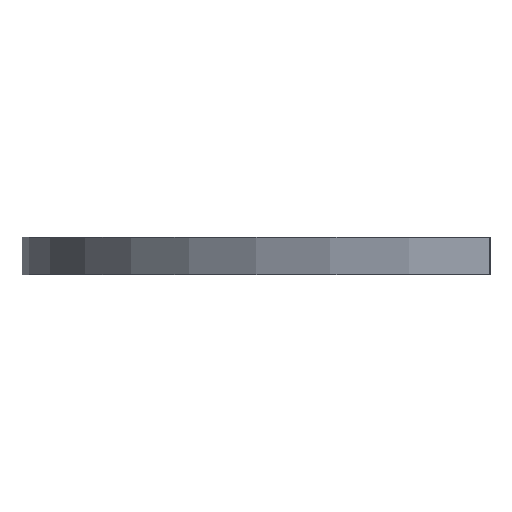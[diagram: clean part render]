
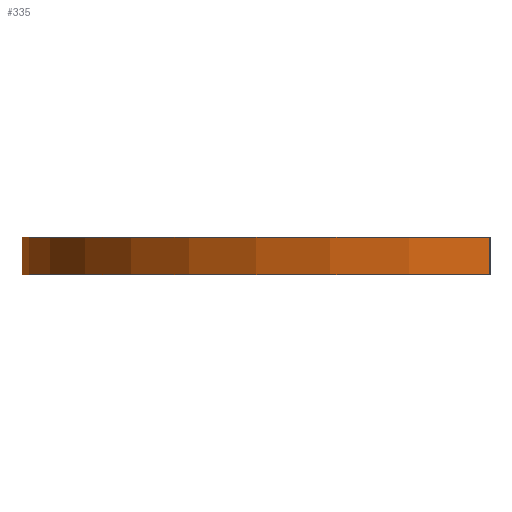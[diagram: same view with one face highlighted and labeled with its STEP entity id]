
A CAD part, left-side view. The second image highlights one B-rep face of the part: STEP entity #335.
In plain terms, the highlighted cylindrical face has radius 625 mm (diameter 1250 mm), a partial arc.
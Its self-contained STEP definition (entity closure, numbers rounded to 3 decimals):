
#73 = PLANE('',#74);
#74 = AXIS2_PLACEMENT_3D('',#75,#76,#77);
#75 = CARTESIAN_POINT('',(601.624,0.,501.624));
#76 = DIRECTION('',(0.,1.,0.));
#77 = DIRECTION('',(0.,0.,1.));
#128 = PLANE('',#129);
#129 = AXIS2_PLACEMENT_3D('',#130,#131,#132);
#130 = CARTESIAN_POINT('',(-601.624,0.,
    501.624));
#131 = DIRECTION('',(0.,-1.,0.));
#132 = DIRECTION('',(0.,0.,1.));
#335 = ADVANCED_FACE('',(#336),#351,.T.);
#336 = FACE_BOUND('',#337,.F.);
#337 = EDGE_LOOP('',(#338,#374,#397,#426));
#338 = ORIENTED_EDGE('',*,*,#339,.F.);
#339 = EDGE_CURVE('',#340,#342,#344,.T.);
#340 = VERTEX_POINT('',#341);
#341 = CARTESIAN_POINT('',(625.,0.,475.));
#342 = VERTEX_POINT('',#343);
#343 = CARTESIAN_POINT('',(-625.,0.,475.));
#344 = SURFACE_CURVE('',#345,(#350,#362),.PCURVE_S1.);
#345 = CIRCLE('',#346,625.);
#346 = AXIS2_PLACEMENT_3D('',#347,#348,#349);
#347 = CARTESIAN_POINT('',(0.,0.,475.));
#348 = DIRECTION('',(0.,0.,1.));
#349 = DIRECTION('',(1.,0.,0.));
#350 = PCURVE('',#351,#356);
#351 = CYLINDRICAL_SURFACE('',#352,625.);
#352 = AXIS2_PLACEMENT_3D('',#353,#354,#355);
#353 = CARTESIAN_POINT('',(0.,0.,525.));
#354 = DIRECTION('',(-0.,-0.,-1.));
#355 = DIRECTION('',(1.,0.,0.));
#356 = DEFINITIONAL_REPRESENTATION('',(#357),#361);
#357 = LINE('',#358,#359);
#358 = CARTESIAN_POINT('',(-0.,50.));
#359 = VECTOR('',#360,1.);
#360 = DIRECTION('',(-1.,0.));
#361 = ( GEOMETRIC_REPRESENTATION_CONTEXT(2)
PARAMETRIC_REPRESENTATION_CONTEXT() REPRESENTATION_CONTEXT('2D SPACE',''
  ) );
#362 = PCURVE('',#363,#368);
#363 = PLANE('',#364);
#364 = AXIS2_PLACEMENT_3D('',#365,#366,#367);
#365 = CARTESIAN_POINT('',(0.,0.,475.));
#366 = DIRECTION('',(0.,0.,1.));
#367 = DIRECTION('',(1.,0.,0.));
#368 = DEFINITIONAL_REPRESENTATION('',(#369),#373);
#369 = CIRCLE('',#370,625.);
#370 = AXIS2_PLACEMENT_2D('',#371,#372);
#371 = CARTESIAN_POINT('',(0.,0.));
#372 = DIRECTION('',(1.,0.));
#373 = ( GEOMETRIC_REPRESENTATION_CONTEXT(2)
PARAMETRIC_REPRESENTATION_CONTEXT() REPRESENTATION_CONTEXT('2D SPACE',''
  ) );
#374 = ORIENTED_EDGE('',*,*,#375,.F.);
#375 = EDGE_CURVE('',#376,#340,#378,.T.);
#376 = VERTEX_POINT('',#377);
#377 = CARTESIAN_POINT('',(625.,0.,525.));
#378 = SURFACE_CURVE('',#379,(#383,#390),.PCURVE_S1.);
#379 = LINE('',#380,#381);
#380 = CARTESIAN_POINT('',(625.,0.,525.));
#381 = VECTOR('',#382,1.);
#382 = DIRECTION('',(0.,0.,-1.));
#383 = PCURVE('',#351,#384);
#384 = DEFINITIONAL_REPRESENTATION('',(#385),#389);
#385 = LINE('',#386,#387);
#386 = CARTESIAN_POINT('',(-0.,0.));
#387 = VECTOR('',#388,1.);
#388 = DIRECTION('',(-0.,1.));
#389 = ( GEOMETRIC_REPRESENTATION_CONTEXT(2)
PARAMETRIC_REPRESENTATION_CONTEXT() REPRESENTATION_CONTEXT('2D SPACE',''
  ) );
#390 = PCURVE('',#73,#391);
#391 = DEFINITIONAL_REPRESENTATION('',(#392),#396);
#392 = LINE('',#393,#394);
#393 = CARTESIAN_POINT('',(23.376,23.376));
#394 = VECTOR('',#395,1.);
#395 = DIRECTION('',(-1.,0.));
#396 = ( GEOMETRIC_REPRESENTATION_CONTEXT(2)
PARAMETRIC_REPRESENTATION_CONTEXT() REPRESENTATION_CONTEXT('2D SPACE',''
  ) );
#397 = ORIENTED_EDGE('',*,*,#398,.T.);
#398 = EDGE_CURVE('',#376,#399,#401,.T.);
#399 = VERTEX_POINT('',#400);
#400 = CARTESIAN_POINT('',(-625.,0.,525.));
#401 = SURFACE_CURVE('',#402,(#407,#414),.PCURVE_S1.);
#402 = CIRCLE('',#403,625.);
#403 = AXIS2_PLACEMENT_3D('',#404,#405,#406);
#404 = CARTESIAN_POINT('',(0.,0.,525.));
#405 = DIRECTION('',(0.,0.,1.));
#406 = DIRECTION('',(1.,0.,0.));
#407 = PCURVE('',#351,#408);
#408 = DEFINITIONAL_REPRESENTATION('',(#409),#413);
#409 = LINE('',#410,#411);
#410 = CARTESIAN_POINT('',(-0.,0.));
#411 = VECTOR('',#412,1.);
#412 = DIRECTION('',(-1.,0.));
#413 = ( GEOMETRIC_REPRESENTATION_CONTEXT(2)
PARAMETRIC_REPRESENTATION_CONTEXT() REPRESENTATION_CONTEXT('2D SPACE',''
  ) );
#414 = PCURVE('',#415,#420);
#415 = PLANE('',#416);
#416 = AXIS2_PLACEMENT_3D('',#417,#418,#419);
#417 = CARTESIAN_POINT('',(0.,0.,525.));
#418 = DIRECTION('',(0.,0.,1.));
#419 = DIRECTION('',(1.,-0.,-0.));
#420 = DEFINITIONAL_REPRESENTATION('',(#421),#425);
#421 = CIRCLE('',#422,625.);
#422 = AXIS2_PLACEMENT_2D('',#423,#424);
#423 = CARTESIAN_POINT('',(0.,0.));
#424 = DIRECTION('',(1.,-0.));
#425 = ( GEOMETRIC_REPRESENTATION_CONTEXT(2)
PARAMETRIC_REPRESENTATION_CONTEXT() REPRESENTATION_CONTEXT('2D SPACE',''
  ) );
#426 = ORIENTED_EDGE('',*,*,#427,.T.);
#427 = EDGE_CURVE('',#399,#342,#428,.T.);
#428 = SURFACE_CURVE('',#429,(#433,#440),.PCURVE_S1.);
#429 = LINE('',#430,#431);
#430 = CARTESIAN_POINT('',(-625.,0.,525.));
#431 = VECTOR('',#432,1.);
#432 = DIRECTION('',(0.,0.,-1.));
#433 = PCURVE('',#351,#434);
#434 = DEFINITIONAL_REPRESENTATION('',(#435),#439);
#435 = LINE('',#436,#437);
#436 = CARTESIAN_POINT('',(-3.142,0.));
#437 = VECTOR('',#438,1.);
#438 = DIRECTION('',(-0.,1.));
#439 = ( GEOMETRIC_REPRESENTATION_CONTEXT(2)
PARAMETRIC_REPRESENTATION_CONTEXT() REPRESENTATION_CONTEXT('2D SPACE',''
  ) );
#440 = PCURVE('',#128,#441);
#441 = DEFINITIONAL_REPRESENTATION('',(#442),#446);
#442 = LINE('',#443,#444);
#443 = CARTESIAN_POINT('',(23.376,23.376));
#444 = VECTOR('',#445,1.);
#445 = DIRECTION('',(-1.,0.));
#446 = ( GEOMETRIC_REPRESENTATION_CONTEXT(2)
PARAMETRIC_REPRESENTATION_CONTEXT() REPRESENTATION_CONTEXT('2D SPACE',''
  ) );
